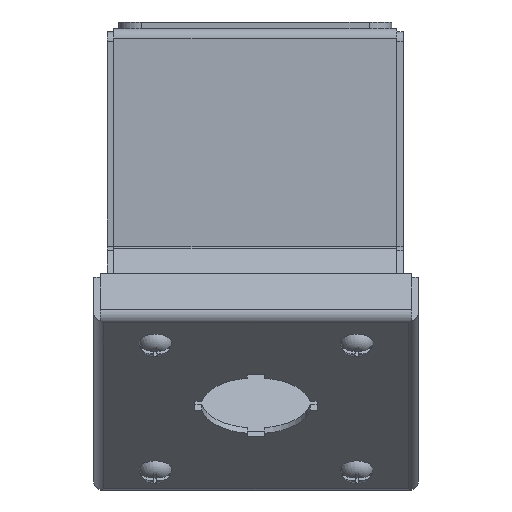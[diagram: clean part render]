
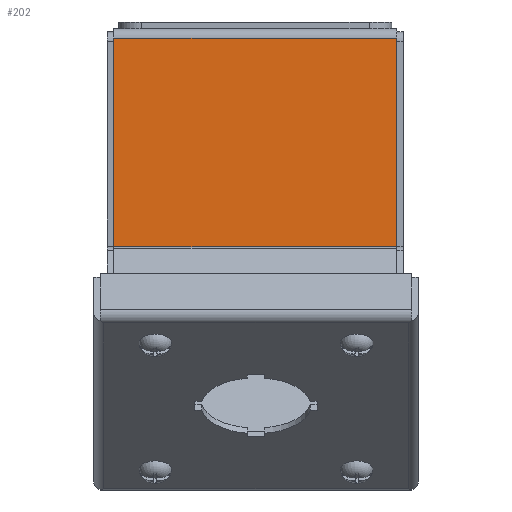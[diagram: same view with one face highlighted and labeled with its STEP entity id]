
A CAD part, top view. The second image highlights one B-rep face of the part: STEP entity #202.
In plain terms, the highlighted planar face has unit normal (0, 0, 1).
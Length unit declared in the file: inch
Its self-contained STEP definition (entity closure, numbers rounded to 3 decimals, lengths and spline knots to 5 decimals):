
#202 = ADVANCED_FACE ( 'NONE', ( #11801 ), #3901, .F. ) ;
#277 = CARTESIAN_POINT ( 'NONE',  ( -1.553, 2.29727, 1.55062 ) ) ;
#774 = DIRECTION ( 'NONE',  ( 0., 1., 0. ) ) ;
#1070 = VERTEX_POINT ( 'NONE', #2841 ) ;
#1850 = LINE ( 'NONE', #8867, #6353 ) ;
#1891 = EDGE_CURVE ( 'NONE', #1070, #10750, #8366, .T. ) ;
#2348 = EDGE_CURVE ( 'NONE', #13175, #10750, #9100, .T. ) ;
#2841 = CARTESIAN_POINT ( 'NONE',  ( -1.553, 2.29727, 1.55062 ) ) ;
#2850 = ORIENTED_EDGE ( 'NONE', *, *, #8714, .F. ) ;
#3257 = ORIENTED_EDGE ( 'NONE', *, *, #1891, .F. ) ;
#3901 = PLANE ( 'NONE',  #17485 ) ;
#5249 = DIRECTION ( 'NONE',  ( 0., 1., 0. ) ) ;
#6011 = DIRECTION ( 'NONE',  ( 1., 0., 0. ) ) ;
#6353 = VECTOR ( 'NONE', #774, 39.37008 ) ;
#6405 = LINE ( 'NONE', #11624, #9356 ) ;
#8366 = LINE ( 'NONE', #277, #11406 ) ;
#8714 = EDGE_CURVE ( 'NONE', #13175, #12474, #6405, .T. ) ;
#8867 = CARTESIAN_POINT ( 'NONE',  ( -1.553, -2.12315, 1.55062 ) ) ;
#9100 = LINE ( 'NONE', #10176, #14007 ) ;
#9118 = DIRECTION ( 'NONE',  ( -1., 0., 0. ) ) ;
#9293 = DIRECTION ( 'NONE',  ( 0., 0., -1. ) ) ;
#9356 = VECTOR ( 'NONE', #9118, 39.37008 ) ;
#9659 = CARTESIAN_POINT ( 'NONE',  ( 1.553, 2.29727, 1.55062 ) ) ;
#10047 = ORIENTED_EDGE ( 'NONE', *, *, #2348, .T. ) ;
#10176 = CARTESIAN_POINT ( 'NONE',  ( 1.553, -1.05054, 1.55062 ) ) ;
#10750 = VERTEX_POINT ( 'NONE', #9659 ) ;
#11406 = VECTOR ( 'NONE', #6011, 39.37008 ) ;
#11624 = CARTESIAN_POINT ( 'NONE',  ( -1.553, 0.00891, 1.55062 ) ) ;
#11782 = DIRECTION ( 'NONE',  ( 0., 1., 0. ) ) ;
#11791 = EDGE_LOOP ( 'NONE', ( #3257, #16740, #2850, #10047 ) ) ;
#11801 = FACE_OUTER_BOUND ( 'NONE', #11791, .T. ) ;
#11864 = CARTESIAN_POINT ( 'NONE',  ( -1.553, 0.00891, 1.55062 ) ) ;
#12474 = VERTEX_POINT ( 'NONE', #11864 ) ;
#13175 = VERTEX_POINT ( 'NONE', #13995 ) ;
#13429 = CARTESIAN_POINT ( 'NONE',  ( -1.553, 2.40527, 1.55062 ) ) ;
#13995 = CARTESIAN_POINT ( 'NONE',  ( 1.553, 0.00891, 1.55062 ) ) ;
#14007 = VECTOR ( 'NONE', #11782, 39.37008 ) ;
#15973 = EDGE_CURVE ( 'NONE', #12474, #1070, #1850, .T. ) ;
#16740 = ORIENTED_EDGE ( 'NONE', *, *, #15973, .F. ) ;
#17485 = AXIS2_PLACEMENT_3D ( 'NONE', #13429, #9293, #5249 ) ;
